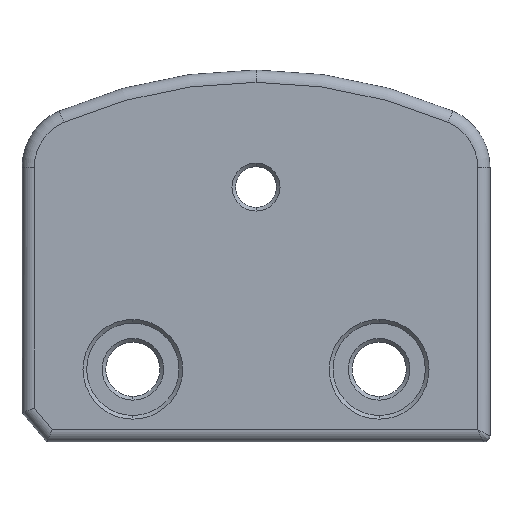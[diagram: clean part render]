
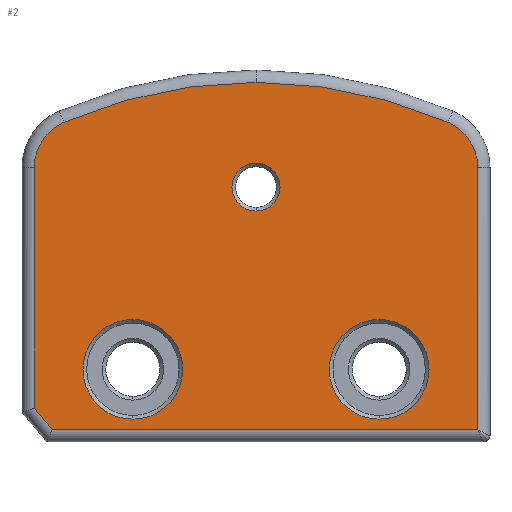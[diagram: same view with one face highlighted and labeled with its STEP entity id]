
A CAD part, front view. The second image highlights one B-rep face of the part: STEP entity #2.
In plain terms, the highlighted planar face has unit normal (0, -1, 0).
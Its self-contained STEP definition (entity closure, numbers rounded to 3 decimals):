
#2 = ADVANCED_FACE ( 'NONE', ( #1647, #128, #1623, #592 ), #254, .F. ) ;
#9 = DIRECTION ( 'NONE',  ( 0., 0., 1. ) ) ;
#26 = EDGE_CURVE ( 'NONE', #594, #403, #1895, .T. ) ;
#39 = VERTEX_POINT ( 'NONE', #1907 ) ;
#92 = EDGE_CURVE ( 'NONE', #567, #594, #602, .T. ) ;
#94 = AXIS2_PLACEMENT_3D ( 'NONE', #368, #1855, #1246 ) ;
#111 = DIRECTION ( 'NONE',  ( 1., 0., 0. ) ) ;
#128 = FACE_BOUND ( 'NONE', #1499, .T. ) ;
#190 = ORIENTED_EDGE ( 'NONE', *, *, #688, .T. ) ;
#199 = DIRECTION ( 'NONE',  ( 0., 1., 0. ) ) ;
#200 = CIRCLE ( 'NONE', #1376, 4.05 ) ;
#226 = CARTESIAN_POINT ( 'NONE',  ( 10., -3., -14.8 ) ) ;
#232 = VERTEX_POINT ( 'NONE', #1913 ) ;
#240 = CARTESIAN_POINT ( 'NONE',  ( 18., -3., 1.578 ) ) ;
#250 = CIRCLE ( 'NONE', #1529, 1.95 ) ;
#254 = PLANE ( 'NONE',  #823 ) ;
#261 = EDGE_CURVE ( 'NONE', #39, #1711, #399, .T. ) ;
#293 = DIRECTION ( 'NONE',  ( 0., -1., 0. ) ) ;
#296 = DIRECTION ( 'NONE',  ( 0., 0., 1. ) ) ;
#307 = AXIS2_PLACEMENT_3D ( 'NONE', #1340, #1933, #905 ) ;
#316 = CARTESIAN_POINT ( 'NONE',  ( 18., -3., 1.578 ) ) ;
#368 = CARTESIAN_POINT ( 'NONE',  ( 10., -3., -14.8 ) ) ;
#373 = CARTESIAN_POINT ( 'NONE',  ( -18., -3., 0. ) ) ;
#375 = ORIENTED_EDGE ( 'NONE', *, *, #1192, .T. ) ;
#391 = EDGE_CURVE ( 'NONE', #1518, #1555, #1226, .T. ) ;
#399 = LINE ( 'NONE', #373, #1268 ) ;
#403 = VERTEX_POINT ( 'NONE', #1935 ) ;
#418 = CARTESIAN_POINT ( 'NONE',  ( -15.6, -3., 5.244 ) ) ;
#445 = CIRCLE ( 'NONE', #1330, 4.05 ) ;
#464 = ORIENTED_EDGE ( 'NONE', *, *, #261, .T. ) ;
#470 = DIRECTION ( 'NONE',  ( 0., 1., 0. ) ) ;
#475 = VECTOR ( 'NONE', #1821, 1000. ) ;
#488 = CARTESIAN_POINT ( 'NONE',  ( 0., -3., 0. ) ) ;
#492 = ORIENTED_EDGE ( 'NONE', *, *, #1148, .T. ) ;
#500 = CARTESIAN_POINT ( 'NONE',  ( 10., -3., -10.75 ) ) ;
#501 = VERTEX_POINT ( 'NONE', #1119 ) ;
#542 = EDGE_CURVE ( 'NONE', #1131, #501, #200, .T. ) ;
#563 = CARTESIAN_POINT ( 'NONE',  ( 0., -3., 0. ) ) ;
#567 = VERTEX_POINT ( 'NONE', #240 ) ;
#574 = ORIENTED_EDGE ( 'NONE', *, *, #1879, .T. ) ;
#584 = CARTESIAN_POINT ( 'NONE',  ( 18., -3., -19.7 ) ) ;
#592 = FACE_OUTER_BOUND ( 'NONE', #1766, .T. ) ;
#594 = VERTEX_POINT ( 'NONE', #1306 ) ;
#598 = CARTESIAN_POINT ( 'NONE',  ( -10., -3., -18.85 ) ) ;
#602 = CIRCLE ( 'NONE', #1741, 4. ) ;
#611 = CIRCLE ( 'NONE', #94, 4.05 ) ;
#618 = CARTESIAN_POINT ( 'NONE',  ( 10., -3., -18.85 ) ) ;
#629 = DIRECTION ( 'NONE',  ( 0., -1., 0. ) ) ;
#644 = VERTEX_POINT ( 'NONE', #418 ) ;
#671 = DIRECTION ( 'NONE',  ( 0., 0., 1. ) ) ;
#672 = VERTEX_POINT ( 'NONE', #584 ) ;
#682 = EDGE_CURVE ( 'NONE', #403, #644, #1448, .T. ) ;
#688 = EDGE_CURVE ( 'NONE', #644, #39, #1889, .T. ) ;
#698 = ORIENTED_EDGE ( 'NONE', *, *, #391, .T. ) ;
#705 = CARTESIAN_POINT ( 'NONE',  ( 0., -3., -1.95 ) ) ;
#748 = DIRECTION ( 'NONE',  ( 0., 0., 1. ) ) ;
#774 = ORIENTED_EDGE ( 'NONE', *, *, #996, .T. ) ;
#781 = VERTEX_POINT ( 'NONE', #618 ) ;
#823 = AXIS2_PLACEMENT_3D ( 'NONE', #563, #1938, #1614 ) ;
#829 = AXIS2_PLACEMENT_3D ( 'NONE', #1386, #1085, #296 ) ;
#855 = AXIS2_PLACEMENT_3D ( 'NONE', #870, #1015, #1346 ) ;
#870 = CARTESIAN_POINT ( 'NONE',  ( 0., -3., -30.5 ) ) ;
#878 = ORIENTED_EDGE ( 'NONE', *, *, #1102, .T. ) ;
#897 = DIRECTION ( 'NONE',  ( 0., 0., 1. ) ) ;
#905 = DIRECTION ( 'NONE',  ( 0., 0., 1. ) ) ;
#943 = VECTOR ( 'NONE', #1510, 1000. ) ;
#976 = CARTESIAN_POINT ( 'NONE',  ( -10., -3., -14.8 ) ) ;
#996 = EDGE_CURVE ( 'NONE', #1555, #1518, #250, .T. ) ;
#1015 = DIRECTION ( 'NONE',  ( 0., -1., 0. ) ) ;
#1017 = EDGE_CURVE ( 'NONE', #1039, #781, #445, .T. ) ;
#1039 = VERTEX_POINT ( 'NONE', #500 ) ;
#1041 = CARTESIAN_POINT ( 'NONE',  ( -16.234, -3., -20.057 ) ) ;
#1069 = ORIENTED_EDGE ( 'NONE', *, *, #26, .T. ) ;
#1085 = DIRECTION ( 'NONE',  ( 0., 1., 0. ) ) ;
#1089 = ORIENTED_EDGE ( 'NONE', *, *, #682, .T. ) ;
#1096 = DIRECTION ( 'NONE',  ( 0., 0., 1. ) ) ;
#1102 = EDGE_CURVE ( 'NONE', #501, #1131, #1212, .T. ) ;
#1111 = AXIS2_PLACEMENT_3D ( 'NONE', #1364, #1655, #897 ) ;
#1119 = CARTESIAN_POINT ( 'NONE',  ( -10., -3., -10.75 ) ) ;
#1131 = VERTEX_POINT ( 'NONE', #598 ) ;
#1148 = EDGE_CURVE ( 'NONE', #672, #567, #1682, .T. ) ;
#1178 = CARTESIAN_POINT ( 'NONE',  ( -18., -3., -17.953 ) ) ;
#1192 = EDGE_CURVE ( 'NONE', #781, #1039, #611, .T. ) ;
#1212 = CIRCLE ( 'NONE', #829, 4.05 ) ;
#1226 = CIRCLE ( 'NONE', #1111, 1.95 ) ;
#1246 = DIRECTION ( 'NONE',  ( 0., 0., 1. ) ) ;
#1261 = ORIENTED_EDGE ( 'NONE', *, *, #1017, .T. ) ;
#1268 = VECTOR ( 'NONE', #1468, 1000. ) ;
#1271 = EDGE_LOOP ( 'NONE', ( #1941, #878 ) ) ;
#1279 = DIRECTION ( 'NONE',  ( 0., 0., 1. ) ) ;
#1306 = CARTESIAN_POINT ( 'NONE',  ( 15.6, -3., 5.244 ) ) ;
#1330 = AXIS2_PLACEMENT_3D ( 'NONE', #226, #199, #1279 ) ;
#1340 = CARTESIAN_POINT ( 'NONE',  ( 0., -3., -30.5 ) ) ;
#1346 = DIRECTION ( 'NONE',  ( 0., 0., 1. ) ) ;
#1364 = CARTESIAN_POINT ( 'NONE',  ( 0., -3., 0. ) ) ;
#1376 = AXIS2_PLACEMENT_3D ( 'NONE', #976, #1578, #671 ) ;
#1386 = CARTESIAN_POINT ( 'NONE',  ( -10., -3., -14.8 ) ) ;
#1399 = ORIENTED_EDGE ( 'NONE', *, *, #92, .T. ) ;
#1423 = EDGE_CURVE ( 'NONE', #232, #672, #1456, .T. ) ;
#1448 = CIRCLE ( 'NONE', #307, 39. ) ;
#1456 = LINE ( 'NONE', #1474, #1868 ) ;
#1468 = DIRECTION ( 'NONE',  ( 0., 0., -1. ) ) ;
#1474 = CARTESIAN_POINT ( 'NONE',  ( 0., -3., -19.7 ) ) ;
#1499 = EDGE_LOOP ( 'NONE', ( #375, #1261 ) ) ;
#1510 = DIRECTION ( 'NONE',  ( 0.643, 0., -0.766 ) ) ;
#1518 = VERTEX_POINT ( 'NONE', #1615 ) ;
#1529 = AXIS2_PLACEMENT_3D ( 'NONE', #488, #470, #1096 ) ;
#1555 = VERTEX_POINT ( 'NONE', #705 ) ;
#1578 = DIRECTION ( 'NONE',  ( 0., 1., 0. ) ) ;
#1614 = DIRECTION ( 'NONE',  ( 0., 0., 1. ) ) ;
#1615 = CARTESIAN_POINT ( 'NONE',  ( 0., -3., 1.95 ) ) ;
#1623 = FACE_BOUND ( 'NONE', #1875, .T. ) ;
#1647 = FACE_BOUND ( 'NONE', #1271, .T. ) ;
#1655 = DIRECTION ( 'NONE',  ( 0., 1., 0. ) ) ;
#1679 = LINE ( 'NONE', #1041, #943 ) ;
#1682 = LINE ( 'NONE', #316, #475 ) ;
#1702 = CARTESIAN_POINT ( 'NONE',  ( 14., -3., 1.578 ) ) ;
#1711 = VERTEX_POINT ( 'NONE', #1178 ) ;
#1741 = AXIS2_PLACEMENT_3D ( 'NONE', #1702, #629, #9 ) ;
#1763 = ORIENTED_EDGE ( 'NONE', *, *, #1423, .T. ) ;
#1766 = EDGE_LOOP ( 'NONE', ( #190, #464, #574, #1763, #492, #1399, #1069, #1089 ) ) ;
#1821 = DIRECTION ( 'NONE',  ( 0., 0., 1. ) ) ;
#1855 = DIRECTION ( 'NONE',  ( 0., 1., 0. ) ) ;
#1868 = VECTOR ( 'NONE', #111, 1000. ) ;
#1875 = EDGE_LOOP ( 'NONE', ( #774, #698 ) ) ;
#1879 = EDGE_CURVE ( 'NONE', #1711, #232, #1679, .T. ) ;
#1889 = CIRCLE ( 'NONE', #1961, 4. ) ;
#1895 = CIRCLE ( 'NONE', #855, 39. ) ;
#1907 = CARTESIAN_POINT ( 'NONE',  ( -18., -3., 1.578 ) ) ;
#1913 = CARTESIAN_POINT ( 'NONE',  ( -16.534, -3., -19.7 ) ) ;
#1933 = DIRECTION ( 'NONE',  ( 0., -1., 0. ) ) ;
#1935 = CARTESIAN_POINT ( 'NONE',  ( 0., -3., 8.5 ) ) ;
#1938 = DIRECTION ( 'NONE',  ( 0., 1., 0. ) ) ;
#1941 = ORIENTED_EDGE ( 'NONE', *, *, #542, .T. ) ;
#1944 = CARTESIAN_POINT ( 'NONE',  ( -14., -3., 1.578 ) ) ;
#1961 = AXIS2_PLACEMENT_3D ( 'NONE', #1944, #293, #748 ) ;
